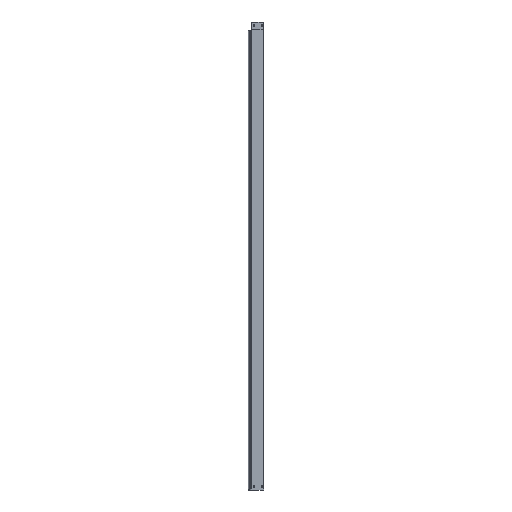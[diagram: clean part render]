
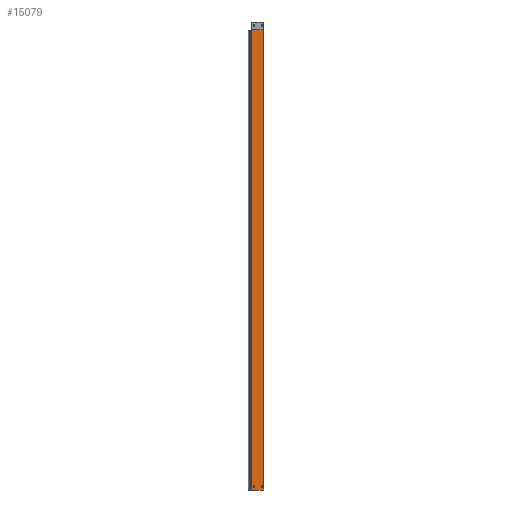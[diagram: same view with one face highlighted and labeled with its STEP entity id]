
A CAD part, left-side view. The second image highlights one B-rep face of the part: STEP entity #15079.
In plain terms, the highlighted planar face has unit normal (-1, 0, 0).
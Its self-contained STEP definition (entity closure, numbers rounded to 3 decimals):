
#220 = DIRECTION ( 'NONE',  ( 0., 1., 0. ) ) ;
#423 = DIRECTION ( 'NONE',  ( 0., 0., -1. ) ) ;
#698 = AXIS2_PLACEMENT_3D ( 'NONE', #702, #5873, #9819 ) ;
#702 = CARTESIAN_POINT ( 'NONE',  ( -300., 64., 20. ) ) ;
#899 = ORIENTED_EDGE ( 'NONE', *, *, #6745, .F. ) ;
#933 = VERTEX_POINT ( 'NONE', #1625 ) ;
#1275 = CARTESIAN_POINT ( 'NONE',  ( -300., 79.184, 0. ) ) ;
#1279 = VECTOR ( 'NONE', #14529, 1000. ) ;
#1315 = CARTESIAN_POINT ( 'NONE',  ( -300., 8., 20. ) ) ;
#1519 = ORIENTED_EDGE ( 'NONE', *, *, #4013, .F. ) ;
#1594 = CARTESIAN_POINT ( 'NONE',  ( -300., 60.5, 20. ) ) ;
#1625 = CARTESIAN_POINT ( 'NONE',  ( -300., 11.5, 28. ) ) ;
#1838 = VERTEX_POINT ( 'NONE', #3229 ) ;
#1863 = LINE ( 'NONE', #3455, #15542 ) ;
#1932 = CARTESIAN_POINT ( 'NONE',  ( -300., 4.5, 28. ) ) ;
#2097 = DIRECTION ( 'NONE',  ( 0., 0., -1. ) ) ;
#2311 = DIRECTION ( 'NONE',  ( 0., 0., 1. ) ) ;
#2608 = EDGE_CURVE ( 'NONE', #933, #13416, #12291, .T. ) ;
#2735 = FACE_BOUND ( 'NONE', #8178, .T. ) ;
#2862 = CIRCLE ( 'NONE', #698, 3.5 ) ;
#3106 = CARTESIAN_POINT ( 'NONE',  ( -300., 78.784, 2949. ) ) ;
#3185 = EDGE_CURVE ( 'NONE', #14210, #14189, #15734, .T. ) ;
#3229 = CARTESIAN_POINT ( 'NONE',  ( -300., 4.5, 28. ) ) ;
#3424 = CARTESIAN_POINT ( 'NONE',  ( -300., 2.3, 2948.892 ) ) ;
#3443 = LINE ( 'NONE', #13517, #16719 ) ;
#3455 = CARTESIAN_POINT ( 'NONE',  ( -300., 67.5, 20. ) ) ;
#3884 = DIRECTION ( 'NONE',  ( 1., 0., 0. ) ) ;
#3927 = CARTESIAN_POINT ( 'NONE',  ( -300., 3., 2949. ) ) ;
#3931 = EDGE_CURVE ( 'NONE', #14210, #8713, #5560, .T. ) ;
#3993 = CARTESIAN_POINT ( 'NONE',  ( -300., 2.3, 2948.892 ) ) ;
#4013 = EDGE_CURVE ( 'NONE', #13416, #5022, #16810, .T. ) ;
#4073 = VERTEX_POINT ( 'NONE', #1594 ) ;
#4087 = DIRECTION ( 'NONE',  ( 0., -1., 0. ) ) ;
#4163 = EDGE_CURVE ( 'NONE', #16177, #8953, #5149, .T. ) ;
#4335 = ORIENTED_EDGE ( 'NONE', *, *, #2608, .F. ) ;
#4574 = EDGE_CURVE ( 'NONE', #8953, #4714, #15543, .T. ) ;
#4714 = VERTEX_POINT ( 'NONE', #3106 ) ;
#4999 = CARTESIAN_POINT ( 'NONE',  ( -300., 2.3, 0. ) ) ;
#5022 = VERTEX_POINT ( 'NONE', #10408 ) ;
#5149 = LINE ( 'NONE', #12139, #5973 ) ;
#5207 = DIRECTION ( 'NONE',  ( 0., 1., 0. ) ) ;
#5363 = CARTESIAN_POINT ( 'NONE',  ( -300., 78.784, 0. ) ) ;
#5538 = ORIENTED_EDGE ( 'NONE', *, *, #4163, .F. ) ;
#5548 = VECTOR ( 'NONE', #9828, 1000. ) ;
#5560 = LINE ( 'NONE', #14348, #1279 ) ;
#5644 = CARTESIAN_POINT ( 'NONE',  ( -300., 11.5, 28. ) ) ;
#5731 = ORIENTED_EDGE ( 'NONE', *, *, #16105, .F. ) ;
#5762 = DIRECTION ( 'NONE',  ( 0., -1., 0. ) ) ;
#5861 = EDGE_CURVE ( 'NONE', #7212, #8713, #14728, .T. ) ;
#5873 = DIRECTION ( 'NONE',  ( -1., 0., 0. ) ) ;
#5900 = ORIENTED_EDGE ( 'NONE', *, *, #14682, .F. ) ;
#5973 = VECTOR ( 'NONE', #5762, 1000. ) ;
#6141 = EDGE_LOOP ( 'NONE', ( #8479, #11992, #6515, #5900 ) ) ;
#6182 = EDGE_CURVE ( 'NONE', #14189, #4714, #3443, .T. ) ;
#6288 = CARTESIAN_POINT ( 'NONE',  ( -300., 11.5, 20. ) ) ;
#6305 = CARTESIAN_POINT ( 'NONE',  ( -300., 0., 0. ) ) ;
#6347 = EDGE_CURVE ( 'NONE', #9264, #4073, #2862, .T. ) ;
#6511 = EDGE_LOOP ( 'NONE', ( #8163, #13867, #9116, #5538, #6760, #11207, #10367 ) ) ;
#6515 = ORIENTED_EDGE ( 'NONE', *, *, #16278, .F. ) ;
#6650 = VERTEX_POINT ( 'NONE', #11065 ) ;
#6679 = DIRECTION ( 'NONE',  ( 0., 0., 1. ) ) ;
#6745 = EDGE_CURVE ( 'NONE', #1838, #933, #12015, .T. ) ;
#6760 = ORIENTED_EDGE ( 'NONE', *, *, #14107, .T. ) ;
#6825 = VECTOR ( 'NONE', #2311, 1000. ) ;
#7001 = VECTOR ( 'NONE', #423, 1000. ) ;
#7212 = VERTEX_POINT ( 'NONE', #1275 ) ;
#7651 = LINE ( 'NONE', #16915, #12942 ) ;
#8163 = ORIENTED_EDGE ( 'NONE', *, *, #3185, .T. ) ;
#8178 = EDGE_LOOP ( 'NONE', ( #4335, #899, #5731, #1519 ) ) ;
#8479 = ORIENTED_EDGE ( 'NONE', *, *, #11896, .F. ) ;
#8713 = VERTEX_POINT ( 'NONE', #4999 ) ;
#8822 = DIRECTION ( 'NONE',  ( 0., -1., 0. ) ) ;
#8883 = AXIS2_PLACEMENT_3D ( 'NONE', #6305, #3884, #5207 ) ;
#8953 = VERTEX_POINT ( 'NONE', #12002 ) ;
#9068 = PLANE ( 'NONE',  #8883 ) ;
#9092 = CARTESIAN_POINT ( 'NONE',  ( -300., 60.5, 20. ) ) ;
#9115 = DIRECTION ( 'NONE',  ( 0., 0., -1. ) ) ;
#9116 = ORIENTED_EDGE ( 'NONE', *, *, #4574, .F. ) ;
#9264 = VERTEX_POINT ( 'NONE', #10943 ) ;
#9325 = CARTESIAN_POINT ( 'NONE',  ( -300., 64., 28. ) ) ;
#9819 = DIRECTION ( 'NONE',  ( 0., -1., 0. ) ) ;
#9828 = DIRECTION ( 'NONE',  ( 0., 0., 1. ) ) ;
#9887 = AXIS2_PLACEMENT_3D ( 'NONE', #1315, #10497, #10441 ) ;
#10057 = LINE ( 'NONE', #9092, #6825 ) ;
#10367 = ORIENTED_EDGE ( 'NONE', *, *, #3931, .F. ) ;
#10408 = CARTESIAN_POINT ( 'NONE',  ( -300., 4.5, 20. ) ) ;
#10441 = DIRECTION ( 'NONE',  ( 0., -1., 0. ) ) ;
#10497 = DIRECTION ( 'NONE',  ( -1., 0., 0. ) ) ;
#10943 = CARTESIAN_POINT ( 'NONE',  ( -300., 67.5, 20. ) ) ;
#11038 = VECTOR ( 'NONE', #6679, 1000. ) ;
#11065 = CARTESIAN_POINT ( 'NONE',  ( -300., 67.5, 28. ) ) ;
#11066 = FACE_OUTER_BOUND ( 'NONE', #6511, .T. ) ;
#11207 = ORIENTED_EDGE ( 'NONE', *, *, #5861, .T. ) ;
#11298 = CARTESIAN_POINT ( 'NONE',  ( -300., 2.761, 2949. ) ) ;
#11571 = CARTESIAN_POINT ( 'NONE',  ( -300., 0., 0. ) ) ;
#11896 = EDGE_CURVE ( 'NONE', #4073, #16759, #10057, .T. ) ;
#11992 = ORIENTED_EDGE ( 'NONE', *, *, #6347, .F. ) ;
#12002 = CARTESIAN_POINT ( 'NONE',  ( -300., 78.784, 2948.5 ) ) ;
#12015 = CIRCLE ( 'NONE', #12311, 3.5 ) ;
#12139 = CARTESIAN_POINT ( 'NONE',  ( -300., 0., 2948.5 ) ) ;
#12291 = LINE ( 'NONE', #5644, #7001 ) ;
#12311 = AXIS2_PLACEMENT_3D ( 'NONE', #16768, #15307, #16531 ) ;
#12553 = CARTESIAN_POINT ( 'NONE',  ( -300., 3., 2949. ) ) ;
#12942 = VECTOR ( 'NONE', #9115, 1000. ) ;
#13010 = CARTESIAN_POINT ( 'NONE',  ( -300., 60.5, 28. ) ) ;
#13416 = VERTEX_POINT ( 'NONE', #6288 ) ;
#13517 = CARTESIAN_POINT ( 'NONE',  ( -300., 0., 2949. ) ) ;
#13743 = CIRCLE ( 'NONE', #16084, 3.5 ) ;
#13867 = ORIENTED_EDGE ( 'NONE', *, *, #6182, .T. ) ;
#14107 = EDGE_CURVE ( 'NONE', #16177, #7212, #7651, .T. ) ;
#14189 = VERTEX_POINT ( 'NONE', #3927 ) ;
#14210 = VERTEX_POINT ( 'NONE', #3993 ) ;
#14348 = CARTESIAN_POINT ( 'NONE',  ( -300., 2.3, 0. ) ) ;
#14369 = DIRECTION ( 'NONE',  ( -1., 0., 0. ) ) ;
#14529 = DIRECTION ( 'NONE',  ( 0., 0., -1. ) ) ;
#14682 = EDGE_CURVE ( 'NONE', #16759, #6650, #13743, .T. ) ;
#14728 = LINE ( 'NONE', #11571, #15115 ) ;
#14906 = CARTESIAN_POINT ( 'NONE',  ( -300., 79.184, 2948.5 ) ) ;
#15079 = ADVANCED_FACE ( 'NONE', ( #2735, #16186, #11066 ), #9068, .F. ) ;
#15115 = VECTOR ( 'NONE', #8822, 1000. ) ;
#15307 = DIRECTION ( 'NONE',  ( -1., 0., 0. ) ) ;
#15542 = VECTOR ( 'NONE', #2097, 1000. ) ;
#15543 = LINE ( 'NONE', #5363, #11038 ) ;
#15734 = B_SPLINE_CURVE_WITH_KNOTS ( 'NONE', 3,
 ( #3424, #16536, #11298, #12553 ),
 .UNSPECIFIED., .F., .F.,
 ( 4, 4 ),
 ( 0., 0.001 ),
 .UNSPECIFIED. ) ;
#16084 = AXIS2_PLACEMENT_3D ( 'NONE', #9325, #14369, #4087 ) ;
#16105 = EDGE_CURVE ( 'NONE', #5022, #1838, #16547, .T. ) ;
#16177 = VERTEX_POINT ( 'NONE', #14906 ) ;
#16186 = FACE_BOUND ( 'NONE', #6141, .T. ) ;
#16278 = EDGE_CURVE ( 'NONE', #6650, #9264, #1863, .T. ) ;
#16531 = DIRECTION ( 'NONE',  ( 0., -1., 0. ) ) ;
#16536 = CARTESIAN_POINT ( 'NONE',  ( -300., 2.529, 2948.954 ) ) ;
#16547 = LINE ( 'NONE', #1932, #5548 ) ;
#16719 = VECTOR ( 'NONE', #220, 1000. ) ;
#16759 = VERTEX_POINT ( 'NONE', #13010 ) ;
#16768 = CARTESIAN_POINT ( 'NONE',  ( -300., 8., 28. ) ) ;
#16810 = CIRCLE ( 'NONE', #9887, 3.5 ) ;
#16915 = CARTESIAN_POINT ( 'NONE',  ( -300., 79.184, 2948.5 ) ) ;
